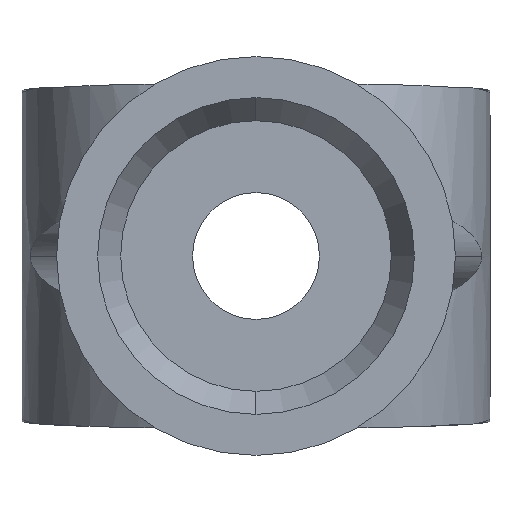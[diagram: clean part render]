
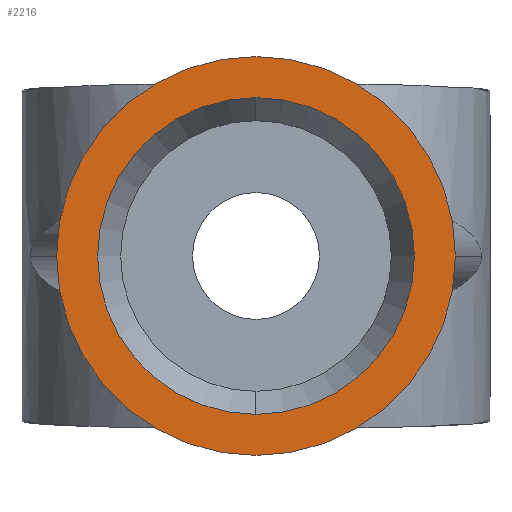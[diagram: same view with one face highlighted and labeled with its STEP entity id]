
A CAD part, front view. The second image highlights one B-rep face of the part: STEP entity #2216.
In plain terms, the highlighted planar face has unit normal (0, -1, 0).
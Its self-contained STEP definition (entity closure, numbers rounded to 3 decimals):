
#72 = AXIS2_PLACEMENT_3D ( 'NONE', #1216, #1992, #1430 ) ;
#83 = DIRECTION ( 'NONE',  ( 0., 0., -1. ) ) ;
#86 = AXIS2_PLACEMENT_3D ( 'NONE', #2557, #2161, #161 ) ;
#127 = PLANE ( 'NONE',  #1212 ) ;
#161 = DIRECTION ( 'NONE',  ( 0., 0., -1. ) ) ;
#258 = EDGE_LOOP ( 'NONE', ( #1335, #513 ) ) ;
#355 = CARTESIAN_POINT ( 'NONE',  ( -12., 0., 7.5 ) ) ;
#400 = CARTESIAN_POINT ( 'NONE',  ( -12., 0., 5.956 ) ) ;
#513 = ORIENTED_EDGE ( 'NONE', *, *, #2012, .F. ) ;
#589 = FACE_OUTER_BOUND ( 'NONE', #750, .T. ) ;
#670 = DIRECTION ( 'NONE',  ( 0., -1., 0. ) ) ;
#750 = EDGE_LOOP ( 'NONE', ( #2576, #2042 ) ) ;
#873 = EDGE_CURVE ( 'NONE', #1406, #1215, #1792, .T. ) ;
#1212 = AXIS2_PLACEMENT_3D ( 'NONE', #2345, #2335, #2152 ) ;
#1215 = VERTEX_POINT ( 'NONE', #400 ) ;
#1216 = CARTESIAN_POINT ( 'NONE',  ( -12., 0., 0. ) ) ;
#1301 = DIRECTION ( 'NONE',  ( 0., -1., 0. ) ) ;
#1335 = ORIENTED_EDGE ( 'NONE', *, *, #873, .F. ) ;
#1406 = VERTEX_POINT ( 'NONE', #2062 ) ;
#1429 = EDGE_CURVE ( 'NONE', #1943, #1561, #1999, .T. ) ;
#1430 = DIRECTION ( 'NONE',  ( 0., 0., -1. ) ) ;
#1561 = VERTEX_POINT ( 'NONE', #355 ) ;
#1752 = FACE_BOUND ( 'NONE', #258, .T. ) ;
#1754 = CIRCLE ( 'NONE', #86, 7.5 ) ;
#1782 = CARTESIAN_POINT ( 'NONE',  ( -12., 0., -7.5 ) ) ;
#1792 = CIRCLE ( 'NONE', #2391, 5.956 ) ;
#1876 = EDGE_CURVE ( 'NONE', #1561, #1943, #1754, .T. ) ;
#1935 = CIRCLE ( 'NONE', #72, 5.956 ) ;
#1943 = VERTEX_POINT ( 'NONE', #1782 ) ;
#1992 = DIRECTION ( 'NONE',  ( 0., -1., 0. ) ) ;
#1999 = CIRCLE ( 'NONE', #2266, 7.5 ) ;
#2012 = EDGE_CURVE ( 'NONE', #1215, #1406, #1935, .T. ) ;
#2042 = ORIENTED_EDGE ( 'NONE', *, *, #1876, .T. ) ;
#2062 = CARTESIAN_POINT ( 'NONE',  ( -12., 0., -5.956 ) ) ;
#2070 = DIRECTION ( 'NONE',  ( 0., 0., -1. ) ) ;
#2152 = DIRECTION ( 'NONE',  ( 0., 0., 1. ) ) ;
#2161 = DIRECTION ( 'NONE',  ( 0., -1., 0. ) ) ;
#2216 = ADVANCED_FACE ( 'NONE', ( #1752, #589 ), #127, .F. ) ;
#2258 = CARTESIAN_POINT ( 'NONE',  ( -12., 0., 0. ) ) ;
#2266 = AXIS2_PLACEMENT_3D ( 'NONE', #2276, #1301, #83 ) ;
#2276 = CARTESIAN_POINT ( 'NONE',  ( -12., 0., 0. ) ) ;
#2335 = DIRECTION ( 'NONE',  ( 0., 1., 0. ) ) ;
#2345 = CARTESIAN_POINT ( 'NONE',  ( -12., 0., 0. ) ) ;
#2391 = AXIS2_PLACEMENT_3D ( 'NONE', #2258, #670, #2070 ) ;
#2557 = CARTESIAN_POINT ( 'NONE',  ( -12., 0., 0. ) ) ;
#2576 = ORIENTED_EDGE ( 'NONE', *, *, #1429, .T. ) ;
